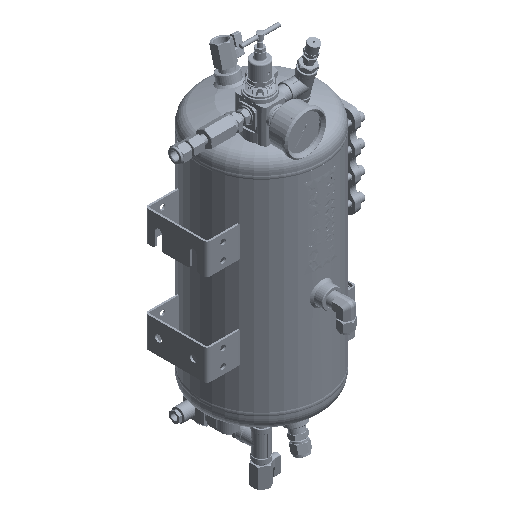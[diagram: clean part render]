
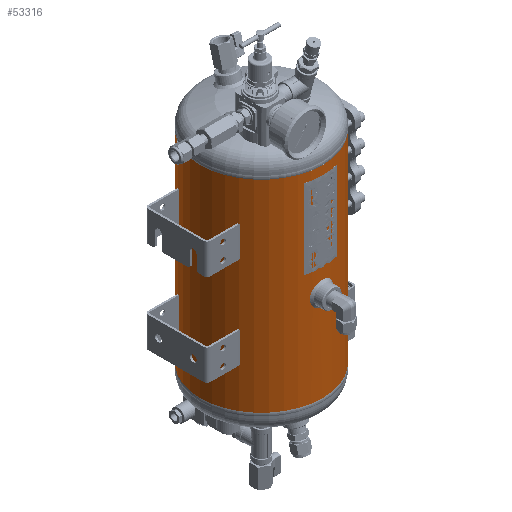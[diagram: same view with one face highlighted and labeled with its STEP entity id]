
A CAD part, isometric view. The second image highlights one B-rep face of the part: STEP entity #53316.
In plain terms, the highlighted cylindrical face has radius 100 mm (diameter 200 mm), a partial arc.
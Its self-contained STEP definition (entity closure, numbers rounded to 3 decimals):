
#3297=LINE('',#83272,#6779);
#3298=LINE('',#83277,#6780);
#3299=LINE('',#83281,#6781);
#3300=LINE('',#83285,#6782);
#6779=VECTOR('',#68827,1000.);
#6780=VECTOR('',#68830,1000.);
#6781=VECTOR('',#68833,1000.);
#6782=VECTOR('',#68836,1000.);
#10261=CIRCLE('',#63379,100.);
#10262=CIRCLE('',#63380,100.);
#10263=CIRCLE('',#63381,100.);
#10264=CIRCLE('',#63382,100.);
#12158=ORIENTED_EDGE('',*,*,#28174,.T.);
#12159=ORIENTED_EDGE('',*,*,#28175,.T.);
#12160=ORIENTED_EDGE('',*,*,#28176,.T.);
#12161=ORIENTED_EDGE('',*,*,#28177,.F.);
#12162=ORIENTED_EDGE('',*,*,#28178,.F.);
#12163=ORIENTED_EDGE('',*,*,#28179,.F.);
#12164=ORIENTED_EDGE('',*,*,#28180,.F.);
#12165=ORIENTED_EDGE('',*,*,#28181,.T.);
#12166=ORIENTED_EDGE('',*,*,#28182,.T.);
#12167=ORIENTED_EDGE('',*,*,#28183,.F.);
#12168=ORIENTED_EDGE('',*,*,#28184,.F.);
#28174=EDGE_CURVE('',#36182,#36182,#41768,.T.);
#28175=EDGE_CURVE('',#36183,#36183,#41769,.T.);
#28176=EDGE_CURVE('',#36184,#36184,#41770,.T.);
#28177=EDGE_CURVE('',#36185,#36186,#3297,.T.);
#28178=EDGE_CURVE('',#36187,#36185,#10261,.T.);
#28179=EDGE_CURVE('',#36188,#36187,#3298,.F.);
#28180=EDGE_CURVE('',#36189,#36188,#10262,.T.);
#28181=EDGE_CURVE('',#36189,#36190,#3299,.T.);
#28182=EDGE_CURVE('',#36190,#36191,#10263,.T.);
#28183=EDGE_CURVE('',#36192,#36191,#3300,.T.);
#28184=EDGE_CURVE('',#36186,#36192,#10264,.T.);
#36182=VERTEX_POINT('',#83247);
#36183=VERTEX_POINT('',#83259);
#36184=VERTEX_POINT('',#83271);
#36185=VERTEX_POINT('',#83273);
#36186=VERTEX_POINT('',#83274);
#36187=VERTEX_POINT('',#83276);
#36188=VERTEX_POINT('',#83278);
#36189=VERTEX_POINT('',#83280);
#36190=VERTEX_POINT('',#83282);
#36191=VERTEX_POINT('',#83284);
#36192=VERTEX_POINT('',#83286);
#41768=B_SPLINE_CURVE_WITH_KNOTS('',3,(#83228,#83229,#83230,#83231,#83232,
#83233,#83234,#83235,#83236,#83237,#83238,#83239,#83240,#83241,#83242,#83243,
#83244,#83245,#83246),.UNSPECIFIED.,.T.,.F.,(1,1,1,1,1,1,1,1,1,1,1,1,1,
1,1,1,1,1,1,1,1,1,1),(-0.018,-0.012,-0.006,
0.,0.006,0.012,0.018,0.023,
0.029,0.035,0.041,0.047,
0.053,0.059,0.065,0.07,
0.076,0.082,0.088,0.094,
0.1,0.106,0.112),.UNSPECIFIED.);
#41769=B_SPLINE_CURVE_WITH_KNOTS('',3,(#83248,#83249,#83250,#83251,#83252,
#83253,#83254,#83255,#83256,#83257,#83258),.UNSPECIFIED.,.T.,.F.,(1,1,1,
1,1,1,1,1,1,1,1,1,1,1,1),(-0.012,-0.008,-0.004,
0.,0.004,0.008,0.012,
0.016,0.02,0.023,0.027,
0.031,0.035,0.039,0.043),
 .UNSPECIFIED.);
#41770=B_SPLINE_CURVE_WITH_KNOTS('',3,(#83260,#83261,#83262,#83263,#83264,
#83265,#83266,#83267,#83268,#83269,#83270),.UNSPECIFIED.,.T.,.F.,(1,1,1,
1,1,1,1,1,1,1,1,1,1,1,1),(-0.012,-0.008,-0.004,
0.,0.004,0.008,0.012,
0.016,0.02,0.023,0.027,
0.031,0.035,0.039,0.043),
 .UNSPECIFIED.);
#44037=EDGE_LOOP('',(#12158));
#44038=EDGE_LOOP('',(#12159));
#44039=EDGE_LOOP('',(#12160));
#44040=EDGE_LOOP('',(#12161,#12162,#12163,#12164,#12165,#12166,#12167,#12168));
#48262=FACE_BOUND('',#44037,.T.);
#48263=FACE_BOUND('',#44038,.T.);
#48264=FACE_BOUND('',#44039,.T.);
#48265=FACE_BOUND('',#44040,.T.);
#52487=CYLINDRICAL_SURFACE('',#63378,100.);
#53316=ADVANCED_FACE('',(#48262,#48263,#48264,#48265),#52487,.T.);
#63378=AXIS2_PLACEMENT_3D('',#83227,#68825,#68826);
#63379=AXIS2_PLACEMENT_3D('',#83275,#68828,#68829);
#63380=AXIS2_PLACEMENT_3D('',#83279,#68831,#68832);
#63381=AXIS2_PLACEMENT_3D('',#83283,#68834,#68835);
#63382=AXIS2_PLACEMENT_3D('',#83287,#68837,#68838);
#68825=DIRECTION('',(0.,-1.,0.));
#68826=DIRECTION('',(0.,0.,-1.));
#68827=DIRECTION('',(0.,-1.,0.));
#68828=DIRECTION('',(0.,1.,0.));
#68829=DIRECTION('',(1.,0.,0.));
#68830=DIRECTION('',(0.,-1.,0.));
#68831=DIRECTION('',(0.,-1.,0.));
#68832=DIRECTION('',(1.,0.,0.));
#68833=DIRECTION('',(0.,-1.,0.));
#68834=DIRECTION('',(0.,1.,0.));
#68835=DIRECTION('',(1.,0.,0.));
#68836=DIRECTION('',(0.,-1.,0.));
#68837=DIRECTION('',(0.,-1.,0.));
#68838=DIRECTION('',(1.,0.,0.));
#83227=CARTESIAN_POINT('',(0.,330.,0.));
#83228=CARTESIAN_POINT('',(-98.994,187.429,14.208));
#83229=CARTESIAN_POINT('',(-98.806,181.503,15.395));
#83230=CARTESIAN_POINT('',(-98.993,175.608,14.214));
#83231=CARTESIAN_POINT('',(-99.436,170.625,10.88));
#83232=CARTESIAN_POINT('',(-99.878,167.295,5.9));
#83233=CARTESIAN_POINT('',(-100.061,166.117,0.009));
#83234=CARTESIAN_POINT('',(-99.879,167.288,-5.887));
#83235=CARTESIAN_POINT('',(-99.437,170.623,-10.879));
#83236=CARTESIAN_POINT('',(-98.992,175.61,-14.215));
#83237=CARTESIAN_POINT('',(-98.807,181.503,-15.391));
#83238=CARTESIAN_POINT('',(-98.992,187.396,-14.219));
#83239=CARTESIAN_POINT('',(-99.435,192.379,-10.892));
#83240=CARTESIAN_POINT('',(-99.877,195.718,-5.914));
#83241=CARTESIAN_POINT('',(-100.061,196.901,-0.013));
#83242=CARTESIAN_POINT('',(-99.878,195.728,5.889));
#83243=CARTESIAN_POINT('',(-99.437,192.395,10.874));
#83244=CARTESIAN_POINT('',(-98.994,187.429,14.208));
#83245=CARTESIAN_POINT('',(-98.806,181.503,15.395));
#83246=CARTESIAN_POINT('',(-98.993,175.608,14.214));
#83247=CARTESIAN_POINT('',(-98.869,181.508,15.));
#83248=CARTESIAN_POINT('',(3.922,158.915,-99.937));
#83249=CARTESIAN_POINT('',(-0.001,160.542,-100.031));
#83250=CARTESIAN_POINT('',(-3.918,158.916,-99.937));
#83251=CARTESIAN_POINT('',(-5.54,155.004,-99.844));
#83252=CARTESIAN_POINT('',(-3.921,151.083,-99.937));
#83253=CARTESIAN_POINT('',(-0.001,149.46,-100.031));
#83254=CARTESIAN_POINT('',(3.913,151.078,-99.938));
#83255=CARTESIAN_POINT('',(5.541,154.994,-99.844));
#83256=CARTESIAN_POINT('',(3.922,158.915,-99.937));
#83257=CARTESIAN_POINT('',(-0.001,160.542,-100.031));
#83258=CARTESIAN_POINT('',(-3.918,158.916,-99.937));
#83259=CARTESIAN_POINT('',(0.,160.,-100.));
#83260=CARTESIAN_POINT('',(3.922,48.915,-99.937));
#83261=CARTESIAN_POINT('',(-0.001,50.542,-100.031));
#83262=CARTESIAN_POINT('',(-3.918,48.916,-99.937));
#83263=CARTESIAN_POINT('',(-5.54,45.004,-99.844));
#83264=CARTESIAN_POINT('',(-3.921,41.083,-99.937));
#83265=CARTESIAN_POINT('',(-0.001,39.46,-100.031));
#83266=CARTESIAN_POINT('',(3.913,41.078,-99.938));
#83267=CARTESIAN_POINT('',(5.541,44.994,-99.844));
#83268=CARTESIAN_POINT('',(3.922,48.915,-99.937));
#83269=CARTESIAN_POINT('',(-0.001,50.542,-100.031));
#83270=CARTESIAN_POINT('',(-3.918,48.916,-99.937));
#83271=CARTESIAN_POINT('',(0.,50.,-100.));
#83272=CARTESIAN_POINT('',(-0.241,165.,100.));
#83273=CARTESIAN_POINT('',(-0.241,330.,100.));
#83274=CARTESIAN_POINT('',(-0.241,265.,100.));
#83275=CARTESIAN_POINT('',(0.,330.,0.));
#83276=CARTESIAN_POINT('',(0.241,330.,100.));
#83277=CARTESIAN_POINT('',(0.241,165.,100.));
#83278=CARTESIAN_POINT('',(0.241,265.,100.));
#83279=CARTESIAN_POINT('',(0.,265.,0.));
#83280=CARTESIAN_POINT('',(0.254,265.,100.));
#83281=CARTESIAN_POINT('',(0.254,265.,100.));
#83282=CARTESIAN_POINT('',(0.254,0.,100.));
#83283=CARTESIAN_POINT('',(0.,0.,0.));
#83284=CARTESIAN_POINT('',(-0.254,0.,100.));
#83285=CARTESIAN_POINT('',(-0.254,265.,100.));
#83286=CARTESIAN_POINT('',(-0.254,265.,100.));
#83287=CARTESIAN_POINT('',(0.,265.,0.));
